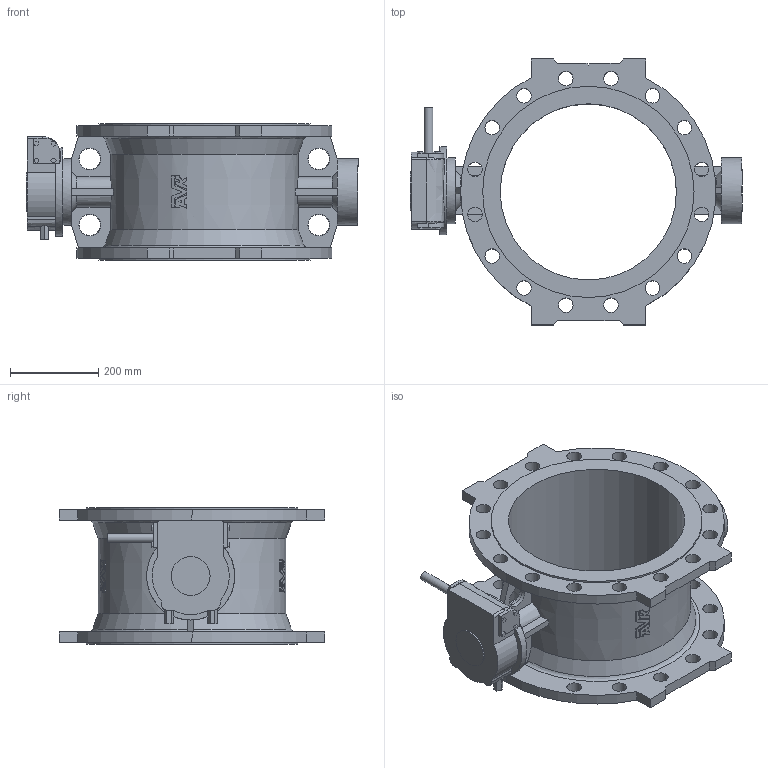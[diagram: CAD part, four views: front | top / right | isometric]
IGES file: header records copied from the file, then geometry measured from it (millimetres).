
Start section: SolidWorks IGES file using analytic representation for surfaces
Global section: file name: O_756_106_DN400_1XX_AA0_igs.igs; native system: SolidWorks 2012; preprocessor: SolidWorks 2012; author: pbm; date: 160309.102805; units: millimetre
Bounding box: 754 x 604 x 310 mm (x, y, z)
Surface area: 1666515.5 mm2 (no closed solid volume)
Topology: 0 solids, 0 shells, 417 faces, 3250 edges, 3167 vertices
Faces by surface type: bspline 315, revolution 102
